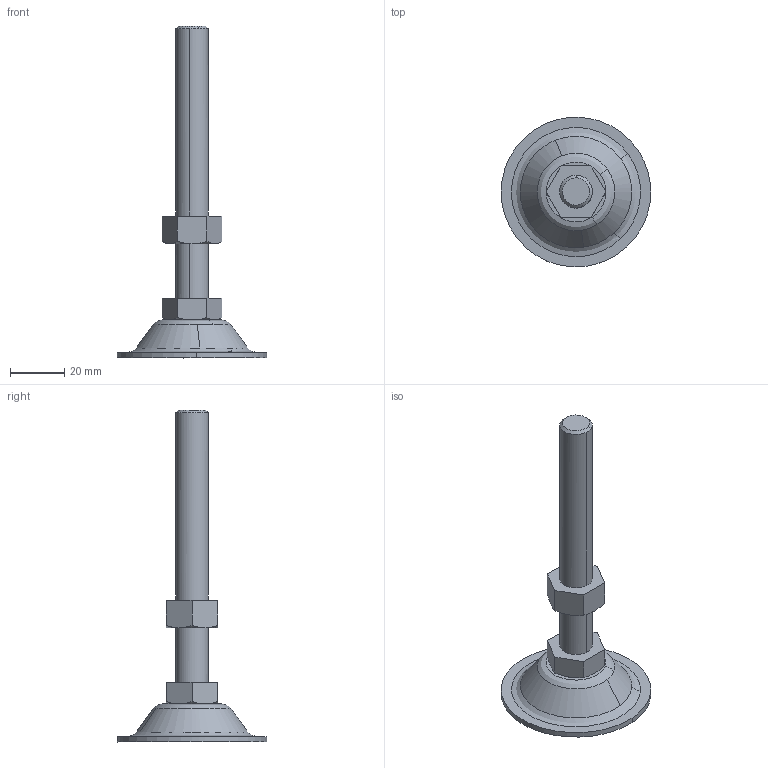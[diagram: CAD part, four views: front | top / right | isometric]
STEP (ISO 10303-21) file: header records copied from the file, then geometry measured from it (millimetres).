
FILE_DESCRIPTION((''),'2;1');
FILE_NAME('','2005-12-14T17:16:10',(''),(''),'','CADfix','');
FILE_SCHEMA(('AUTOMOTIVE_DESIGN'));
Length unit declared in the file: millimetre
Products named in the file (4): nut; foot; bolt; TM_257S_2_10240_36
Assembly tree (4 placements, depth 2):
  TM_257S_2_10240_36
    nut  x2
    foot
    bolt
Bounding box: 55 x 54.94 x 122 mm (x, y, z)
Volume: 24831.2 mm3; surface area: 14357.1 mm2
Topology: 4 solids, 4 shells, 95 faces, 269 edges, 187 vertices
Faces by surface type: bspline 95
Entity records: 2979 total; most frequent: CARTESIAN_POINT 1604, ORIENTED_EDGE 458, EDGE_CURVE 229, VERTEX_POINT 161, QUASI_UNIFORM_CURVE 92, EDGE_LOOP 88, FACE_OUTER_BOUND 79, ADVANCED_FACE 79
